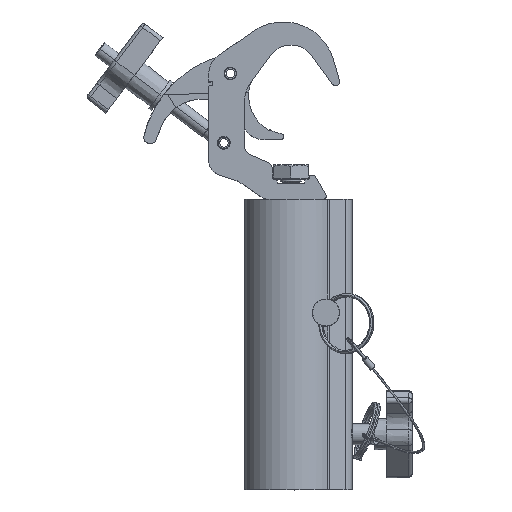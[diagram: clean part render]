
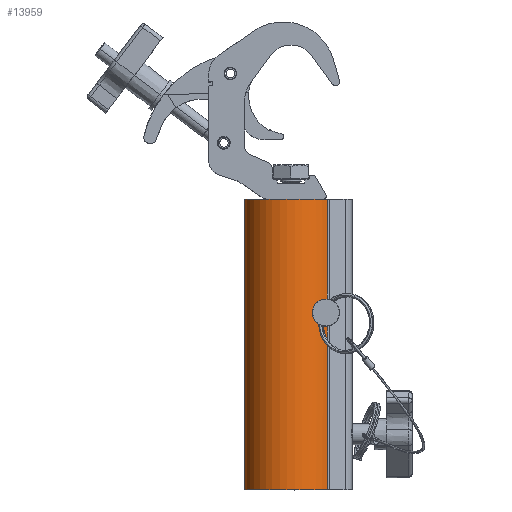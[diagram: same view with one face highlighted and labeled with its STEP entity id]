
A CAD part, top view. The second image highlights one B-rep face of the part: STEP entity #13959.
In plain terms, the highlighted cylindrical face has radius 22 mm (diameter 44 mm), a partial arc.
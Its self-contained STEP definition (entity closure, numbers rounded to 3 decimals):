
#549 = DIRECTION ( 'NONE',  ( 0., 1., 0. ) ) ;
#800 = CARTESIAN_POINT ( 'NONE',  ( 0., 69., 0. ) ) ;
#1069 = CARTESIAN_POINT ( 'NONE',  ( -16.192, 19.979, 14.9 ) ) ;
#1155 = CARTESIAN_POINT ( 'NONE',  ( -13.575, -69., 17.312 ) ) ;
#1181 = CARTESIAN_POINT ( 'NONE',  ( -18.502, 17.356, 11.904 ) ) ;
#1219 = LINE ( 'NONE', #10474, #31486 ) ;
#1231 = DIRECTION ( 'NONE',  ( 0., 0., -1. ) ) ;
#1289 = CARTESIAN_POINT ( 'NONE',  ( -18.837, 15.452, 11.365 ) ) ;
#1561 = EDGE_LOOP ( 'NONE', ( #16247, #15053, #25269, #5012, #22044, #28754, #21122 ) ) ;
#2708 = DIRECTION ( 'NONE',  ( 0., 0., 1. ) ) ;
#3721 = CARTESIAN_POINT ( 'NONE',  ( -18.664, 16.755, 11.647 ) ) ;
#3729 = CARTESIAN_POINT ( 'NONE',  ( 0., 69., -22. ) ) ;
#4372 = CARTESIAN_POINT ( 'NONE',  ( -18.502, 12.643, 11.904 ) ) ;
#4648 = EDGE_CURVE ( 'NONE', #5337, #24085, #21006, .T. ) ;
#5012 = ORIENTED_EDGE ( 'NONE', *, *, #4648, .T. ) ;
#5224 = CARTESIAN_POINT ( 'NONE',  ( -13.575, 9.799, 17.312 ) ) ;
#5266 = VERTEX_POINT ( 'NONE', #20971 ) ;
#5337 = VERTEX_POINT ( 'NONE', #1155 ) ;
#5881 = CARTESIAN_POINT ( 'NONE',  ( -18.846, 15.225, 11.35 ) ) ;
#5968 = CARTESIAN_POINT ( 'NONE',  ( -14.96, 20.27, 16.155 ) ) ;
#6076 = CARTESIAN_POINT ( 'NONE',  ( -14.282, 20.277, 16.758 ) ) ;
#6530 = LINE ( 'NONE', #29564, #10019 ) ;
#7044 = CARTESIAN_POINT ( 'NONE',  ( -17.025, 10.458, 13.94 ) ) ;
#7457 = EDGE_CURVE ( 'NONE', #5266, #5337, #14430, .T. ) ;
#7695 = CARTESIAN_POINT ( 'NONE',  ( -18.367, 12.269, 12.111 ) ) ;
#8060 = DIRECTION ( 'NONE',  ( 0., 0., 1. ) ) ;
#8332 = CARTESIAN_POINT ( 'NONE',  ( -18.803, 15.895, 11.422 ) ) ;
#8376 = AXIS2_PLACEMENT_3D ( 'NONE', #800, #13225, #8060 ) ;
#8449 = CARTESIAN_POINT ( 'NONE',  ( -13.575, 20.201, 17.312 ) ) ;
#9304 = CARTESIAN_POINT ( 'NONE',  ( -16.191, 10.02, 14.901 ) ) ;
#9961 = VERTEX_POINT ( 'NONE', #13982 ) ;
#10019 = VECTOR ( 'NONE', #549, 1000. ) ;
#10474 = CARTESIAN_POINT ( 'NONE',  ( 0., 69., -22. ) ) ;
#10928 = CARTESIAN_POINT ( 'NONE',  ( -18.846, 15., 11.35 ) ) ;
#10965 = EDGE_CURVE ( 'NONE', #16214, #22564, #25330, .T. ) ;
#11034 = CARTESIAN_POINT ( 'NONE',  ( -17.029, 19.539, 13.935 ) ) ;
#11735 = EDGE_CURVE ( 'NONE', #9961, #22564, #6530, .T. ) ;
#11769 = CARTESIAN_POINT ( 'NONE',  ( -17.734, 11.154, 13.021 ) ) ;
#11887 = CARTESIAN_POINT ( 'NONE',  ( -17.512, 10.898, 13.318 ) ) ;
#12457 = AXIS2_PLACEMENT_3D ( 'NONE', #29372, #24770, #2708 ) ;
#12632 = CARTESIAN_POINT ( 'NONE',  ( -18.663, 13.242, 11.648 ) ) ;
#12899 = CARTESIAN_POINT ( 'NONE',  ( -18.846, 15., 11.35 ) ) ;
#13225 = DIRECTION ( 'NONE',  ( 0., 1., 0. ) ) ;
#13250 = DIRECTION ( 'NONE',  ( 0., -1., 0. ) ) ;
#13300 = CARTESIAN_POINT ( 'NONE',  ( -18.777, 16.113, 11.465 ) ) ;
#13362 = B_SPLINE_CURVE_WITH_KNOTS ( 'NONE', 3,
 ( #5224, #21733, #19393, #31676, #9304, #21844, #7044, #24303, #11887, #11769, #29221, #26758, #17063, #22391, #7695, #4372, #24827, #12632, #31246, #30162, #15541, #20239 ),
 .UNSPECIFIED., .F., .F.,
 ( 4, 2, 2, 2, 2, 2, 2, 2, 2, 2, 4 ),
 ( 0., 0.003, 0.004, 0.005, 0.006, 0.007, 0.007, 0.008, 0.009, 0.009, 0.011 ),
 .UNSPECIFIED. ) ;
#13395 = AXIS2_PLACEMENT_3D ( 'NONE', #21043, #28305, #1231 ) ;
#13959 = ADVANCED_FACE ( 'NONE', ( #16962 ), #23704, .T. ) ;
#13982 = CARTESIAN_POINT ( 'NONE',  ( -13.575, 20.201, 17.312 ) ) ;
#14014 = B_SPLINE_CURVE_WITH_KNOTS ( 'NONE', 3,
 ( #10928, #5881, #1289, #8332, #13300, #30736, #3721, #25483, #1181, #28372, #28064, #30835, #30407, #25704, #18325, #11034, #15792, #1069, #20992, #5968, #6076, #8449 ),
 .UNSPECIFIED., .F., .F.,
 ( 4, 2, 2, 2, 2, 2, 2, 2, 2, 2, 4 ),
 ( 0.011, 0.011, 0.012, 0.013, 0.013, 0.014, 0.015, 0.016, 0.017, 0.019, 0.021 ),
 .UNSPECIFIED. ) ;
#14430 = CIRCLE ( 'NONE', #12457, 22. ) ;
#15053 = ORIENTED_EDGE ( 'NONE', *, *, #18818, .T. ) ;
#15541 = CARTESIAN_POINT ( 'NONE',  ( -18.846, 14.547, 11.35 ) ) ;
#15792 = CARTESIAN_POINT ( 'NONE',  ( -16.763, 19.71, 14.255 ) ) ;
#16214 = VERTEX_POINT ( 'NONE', #3729 ) ;
#16247 = ORIENTED_EDGE ( 'NONE', *, *, #10965, .F. ) ;
#16962 = FACE_OUTER_BOUND ( 'NONE', #1561, .T. ) ;
#17063 = CARTESIAN_POINT ( 'NONE',  ( -18.123, 11.748, 12.473 ) ) ;
#17622 = EDGE_CURVE ( 'NONE', #31403, #9961, #14014, .T. ) ;
#18325 = CARTESIAN_POINT ( 'NONE',  ( -17.518, 19.112, 13.315 ) ) ;
#18818 = EDGE_CURVE ( 'NONE', #16214, #5266, #1219, .T. ) ;
#19393 = CARTESIAN_POINT ( 'NONE',  ( -14.949, 9.729, 16.165 ) ) ;
#19493 = VECTOR ( 'NONE', #22844, 1000. ) ;
#20239 = CARTESIAN_POINT ( 'NONE',  ( -18.846, 15., 11.35 ) ) ;
#20809 = CARTESIAN_POINT ( 'NONE',  ( -13.575, 69., 17.312 ) ) ;
#20971 = CARTESIAN_POINT ( 'NONE',  ( 0., -69., -22. ) ) ;
#20992 = CARTESIAN_POINT ( 'NONE',  ( -15.894, 20.075, 15.218 ) ) ;
#21006 = LINE ( 'NONE', #20809, #19493 ) ;
#21043 = CARTESIAN_POINT ( 'NONE',  ( 0., 69., 0. ) ) ;
#21122 = ORIENTED_EDGE ( 'NONE', *, *, #11735, .T. ) ;
#21733 = CARTESIAN_POINT ( 'NONE',  ( -14.283, 9.723, 16.757 ) ) ;
#21817 = CARTESIAN_POINT ( 'NONE',  ( -13.575, 69., 17.312 ) ) ;
#21844 = CARTESIAN_POINT ( 'NONE',  ( -16.759, 10.288, 14.259 ) ) ;
#22044 = ORIENTED_EDGE ( 'NONE', *, *, #22087, .T. ) ;
#22087 = EDGE_CURVE ( 'NONE', #24085, #31403, #13362, .T. ) ;
#22391 = CARTESIAN_POINT ( 'NONE',  ( -18.291, 12.089, 12.226 ) ) ;
#22564 = VERTEX_POINT ( 'NONE', #21817 ) ;
#22844 = DIRECTION ( 'NONE',  ( 0., 1., 0. ) ) ;
#23704 = CYLINDRICAL_SURFACE ( 'NONE', #13395, 22. ) ;
#24085 = VERTEX_POINT ( 'NONE', #31622 ) ;
#24303 = CARTESIAN_POINT ( 'NONE',  ( -17.394, 10.779, 13.472 ) ) ;
#24770 = DIRECTION ( 'NONE',  ( 0., 1., 0. ) ) ;
#24827 = CARTESIAN_POINT ( 'NONE',  ( -18.561, 12.837, 11.811 ) ) ;
#25269 = ORIENTED_EDGE ( 'NONE', *, *, #7457, .T. ) ;
#25330 = CIRCLE ( 'NONE', #8376, 22. ) ;
#25483 = CARTESIAN_POINT ( 'NONE',  ( -18.561, 17.161, 11.811 ) ) ;
#25704 = CARTESIAN_POINT ( 'NONE',  ( -17.742, 18.854, 13.012 ) ) ;
#26758 = CARTESIAN_POINT ( 'NONE',  ( -18.032, 11.589, 12.604 ) ) ;
#28064 = CARTESIAN_POINT ( 'NONE',  ( -18.291, 17.91, 12.226 ) ) ;
#28305 = DIRECTION ( 'NONE',  ( 0., -1., 0. ) ) ;
#28372 = CARTESIAN_POINT ( 'NONE',  ( -18.367, 17.73, 12.111 ) ) ;
#28754 = ORIENTED_EDGE ( 'NONE', *, *, #17622, .T. ) ;
#29221 = CARTESIAN_POINT ( 'NONE',  ( -17.838, 11.292, 12.878 ) ) ;
#29372 = CARTESIAN_POINT ( 'NONE',  ( 0., -69., 0. ) ) ;
#29564 = CARTESIAN_POINT ( 'NONE',  ( -13.575, 69., 17.312 ) ) ;
#30162 = CARTESIAN_POINT ( 'NONE',  ( -18.812, 14.104, 11.408 ) ) ;
#30407 = CARTESIAN_POINT ( 'NONE',  ( -18.034, 18.409, 12.602 ) ) ;
#30736 = CARTESIAN_POINT ( 'NONE',  ( -18.708, 16.543, 11.577 ) ) ;
#30835 = CARTESIAN_POINT ( 'NONE',  ( -18.124, 18.25, 12.472 ) ) ;
#31246 = CARTESIAN_POINT ( 'NONE',  ( -18.707, 13.453, 11.578 ) ) ;
#31403 = VERTEX_POINT ( 'NONE', #12899 ) ;
#31486 = VECTOR ( 'NONE', #13250, 1000. ) ;
#31622 = CARTESIAN_POINT ( 'NONE',  ( -13.575, 9.799, 17.312 ) ) ;
#31676 = CARTESIAN_POINT ( 'NONE',  ( -15.886, 9.923, 15.226 ) ) ;
